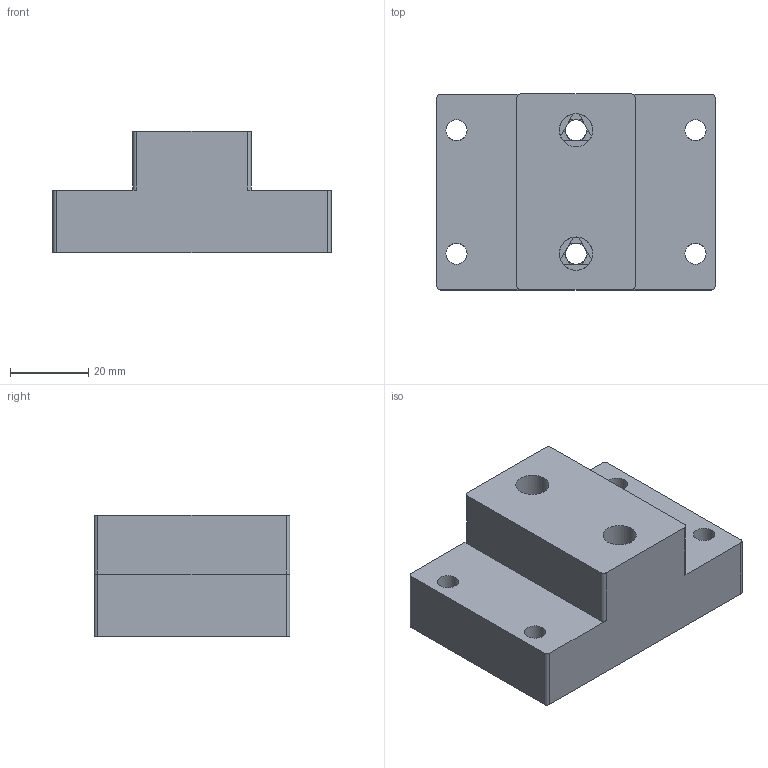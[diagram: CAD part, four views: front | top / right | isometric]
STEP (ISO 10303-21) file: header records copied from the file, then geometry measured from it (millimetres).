
FILE_DESCRIPTION(('FreeCAD Model'),'2;1');
FILE_NAME('board_class.step', '2020-12-02T17:33:56',('Author'),(''), 'Open CASCADE STEP processor 7.3','FreeCAD','Unknown');
FILE_SCHEMA(('AUTOMOTIVE_DESIGN { 1 0 10303 214 1 1 1 1 }'));
Length unit declared in the file: millimetre
Products named in the file (1): Part__Feature
Bounding box: 71 x 50 x 31 mm (x, y, z)
Volume: 74064.3 mm3; surface area: 15905.4 mm2
Topology: 1 solids, 1 shells, 192 faces, 556 edges, 366 vertices
Faces by surface type: plane 172, cylinder 20
Full cylindrical faces by diameter (mm): 5.4 x6, 8.5 x6
Entity records: 13604 total; most frequent: CARTESIAN_POINT 3221, DIRECTION 1776, ORIENTED_EDGE 1112, PCURVE 1112, DEFINITIONAL_REPRESENTATION 1112, LINE 1002, VECTOR 1002, EDGE_CURVE 556
